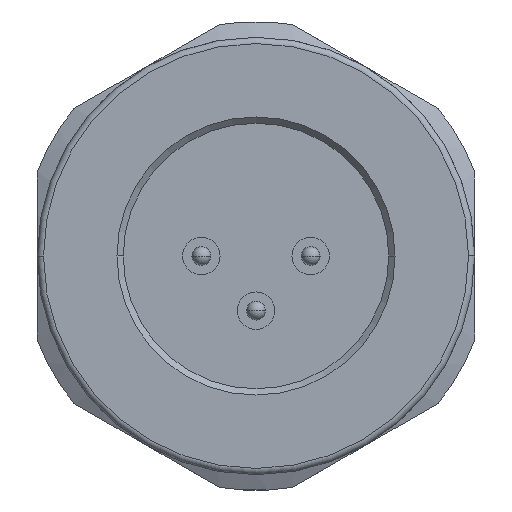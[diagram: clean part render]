
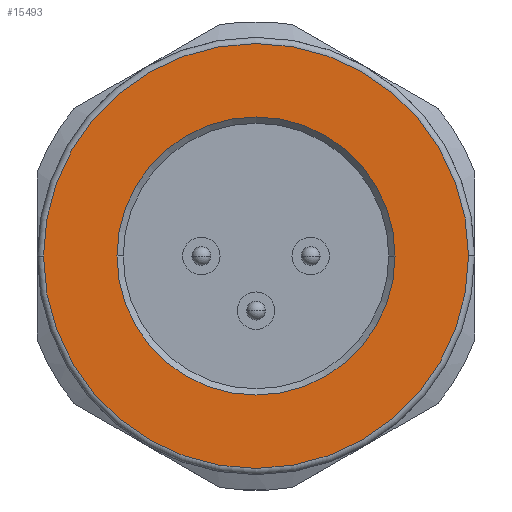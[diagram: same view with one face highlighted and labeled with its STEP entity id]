
A CAD part, front view. The second image highlights one B-rep face of the part: STEP entity #15493.
In plain terms, the highlighted planar face has unit normal (0, -1, 0).
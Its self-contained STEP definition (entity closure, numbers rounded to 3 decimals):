
#5722=CARTESIAN_POINT('',(0.,-7.25,0.));
#5723=DIRECTION('',(0.,-1.,0.));
#5724=DIRECTION('',(-1.,0.,0.));
#5725=AXIS2_PLACEMENT_3D('',#5722,#5723,#5724);
#5742=CARTESIAN_POINT('',(0.,-7.25,0.));
#5743=DIRECTION('',(0.,-1.,0.));
#5744=DIRECTION('',(1.,0.,0.));
#5745=AXIS2_PLACEMENT_3D('',#5742,#5743,#5744);
#5752=CARTESIAN_POINT('',(0.,-7.25,0.));
#5753=DIRECTION('',(0.,1.,0.));
#5754=DIRECTION('',(1.,0.,0.));
#5755=AXIS2_PLACEMENT_3D('',#5752,#5753,#5754);
#5757=CARTESIAN_POINT('',(0.,-7.25,0.));
#5758=DIRECTION('',(0.,1.,0.));
#5759=DIRECTION('',(-1.,0.,0.));
#5760=AXIS2_PLACEMENT_3D('',#5757,#5758,#5759);
#5771=CARTESIAN_POINT('',(0.,-7.25,0.));
#5772=DIRECTION('',(0.,1.,0.));
#5773=DIRECTION('',(1.,0.,0.));
#5774=AXIS2_PLACEMENT_3D('',#5771,#5772,#5773);
#5785=CARTESIAN_POINT('',(0.,-7.25,0.));
#5786=DIRECTION('',(0.,1.,0.));
#5787=DIRECTION('',(-1.,0.,0.));
#5788=AXIS2_PLACEMENT_3D('',#5785,#5786,#5787);
#6625=CARTESIAN_POINT('',(-6.8,-7.25,0.));
#6626=VERTEX_POINT('',#6625);
#6627=CARTESIAN_POINT('',(6.8,-7.25,0.));
#6628=CARTESIAN_POINT('',(-6.8,-7.25,-0.039));
#6629=VERTEX_POINT('',#6627);
#6630=VERTEX_POINT('',#6628);
#6631=CARTESIAN_POINT('',(6.8,-7.25,0.039));
#6632=VERTEX_POINT('',#6631);
#6855=CARTESIAN_POINT('',(-4.45,-7.25,0.));
#6856=VERTEX_POINT('',#6855);
#6857=CARTESIAN_POINT('',(4.45,-7.25,0.));
#6858=VERTEX_POINT('',#6857);
#15476=CARTESIAN_POINT('',(0.,-7.25,0.));
#15477=DIRECTION('',(0.,1.,0.));
#15478=DIRECTION('',(1.,0.,0.));
#15479=AXIS2_PLACEMENT_3D('',#15476,#15477,#15478);
#15480=PLANE('',#15479);
#15481=ORIENTED_EDGE('',*,*,#15453,.T.);
#15482=ORIENTED_EDGE('',*,*,#15451,.F.);
#15483=ORIENTED_EDGE('',*,*,#15470,.T.);
#15484=ORIENTED_EDGE('',*,*,#15468,.F.);
#15485=EDGE_LOOP('',(#15481,#15482,#15483,#15484));
#15486=FACE_OUTER_BOUND('',#15485,.F.);
#15488=ORIENTED_EDGE('',*,*,#15487,.F.);
#15490=ORIENTED_EDGE('',*,*,#15489,.F.);
#15491=EDGE_LOOP('',(#15488,#15490));
#15492=FACE_BOUND('',#15491,.F.);
#5726=CIRCLE('',#5725,6.8);
#5746=CIRCLE('',#5745,6.8);
#5756=CIRCLE('',#5755,6.8);
#5761=CIRCLE('',#5760,6.8);
#5775=CIRCLE('',#5774,4.45);
#5789=CIRCLE('',#5788,4.45);
#15451=EDGE_CURVE('',#6626,#6630,#5726,.T.);
#15453=EDGE_CURVE('',#6629,#6630,#5756,.T.);
#15468=EDGE_CURVE('',#6629,#6632,#5746,.T.);
#15470=EDGE_CURVE('',#6626,#6632,#5761,.T.);
#15487=EDGE_CURVE('',#6858,#6856,#5775,.T.);
#15489=EDGE_CURVE('',#6856,#6858,#5789,.T.);
#15493=ADVANCED_FACE('',(#15486,#15492),#15480,.F.);
